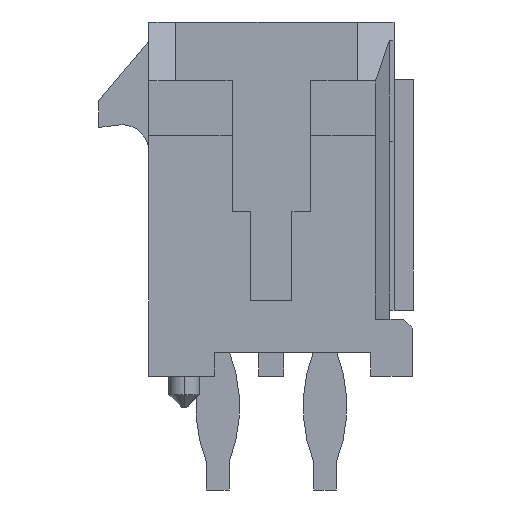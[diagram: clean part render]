
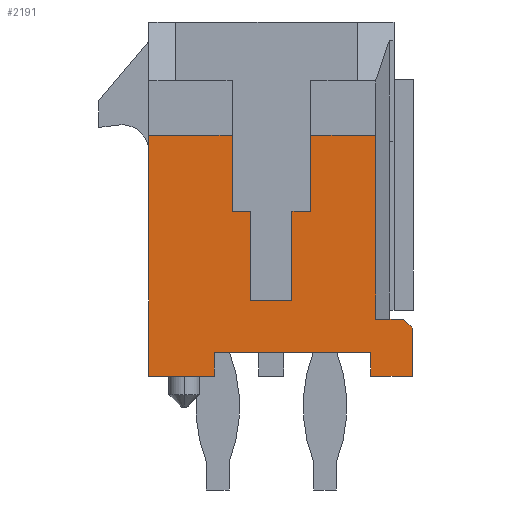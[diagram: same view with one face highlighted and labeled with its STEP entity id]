
A CAD part, left-side view. The second image highlights one B-rep face of the part: STEP entity #2191.
In plain terms, the highlighted planar face has unit normal (-1, 0, 0).
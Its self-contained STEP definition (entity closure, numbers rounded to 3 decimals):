
#17=DIRECTION('',(0.,-1.,0.));
#18=VECTOR('',#17,1.83);
#19=CARTESIAN_POINT('',(-3.575,3.43,-4.955));
#20=LINE('',#19,#18);
#49=DIRECTION('',(0.,-1.,0.));
#50=VECTOR('',#49,1.16);
#51=CARTESIAN_POINT('',(-3.575,-2.78,-4.955));
#52=LINE('',#51,#50);
#81=DIRECTION('',(0.,0.,1.));
#82=VECTOR('',#81,6.74);
#83=CARTESIAN_POINT('',(-3.575,3.43,-4.955));
#84=LINE('',#83,#82);
#85=DIRECTION('',(0.,1.,0.));
#86=VECTOR('',#85,2.33);
#87=CARTESIAN_POINT('',(-3.575,1.1,1.785));
#88=LINE('',#87,#86);
#89=DIRECTION('',(0.,0.,1.));
#90=VECTOR('',#89,2.13);
#91=CARTESIAN_POINT('',(-3.575,1.1,-0.345));
#92=LINE('',#91,#90);
#93=DIRECTION('',(0.,1.,0.));
#94=VECTOR('',#93,0.525);
#95=CARTESIAN_POINT('',(-3.575,0.575,-0.345));
#96=LINE('',#95,#94);
#97=DIRECTION('',(0.,0.,1.));
#98=VECTOR('',#97,2.5);
#99=CARTESIAN_POINT('',(-3.575,0.575,-2.845));
#100=LINE('',#99,#98);
#101=DIRECTION('',(0.,1.,0.));
#102=VECTOR('',#101,1.15);
#103=CARTESIAN_POINT('',(-3.575,-0.575,-2.845));
#104=LINE('',#103,#102);
#105=DIRECTION('',(0.,0.,-1.));
#106=VECTOR('',#105,2.5);
#107=CARTESIAN_POINT('',(-3.575,-0.575,-0.345));
#108=LINE('',#107,#106);
#109=DIRECTION('',(0.,1.,0.));
#110=VECTOR('',#109,0.525);
#111=CARTESIAN_POINT('',(-3.575,-1.1,-0.345));
#112=LINE('',#111,#110);
#113=DIRECTION('',(0.,0.,-1.));
#114=VECTOR('',#113,2.13);
#115=CARTESIAN_POINT('',(-3.575,-1.1,1.785));
#116=LINE('',#115,#114);
#117=DIRECTION('',(0.,1.,0.));
#118=VECTOR('',#117,1.816);
#119=CARTESIAN_POINT('',(-3.575,-2.916,1.785));
#120=LINE('',#119,#118);
#121=DIRECTION('',(0.,0.,1.));
#122=VECTOR('',#121,5.14);
#123=CARTESIAN_POINT('',(-3.575,-2.916,-3.355));
#124=LINE('',#123,#122);
#125=DIRECTION('',(0.,-1.,0.));
#126=VECTOR('',#125,0.774);
#127=CARTESIAN_POINT('',(-3.575,-2.916,-3.355));
#128=LINE('',#127,#126);
#129=DIRECTION('',(0.,0.707,0.707));
#130=VECTOR('',#129,0.354);
#131=CARTESIAN_POINT('',(-3.575,-3.94,-3.605));
#132=LINE('',#131,#130);
#133=DIRECTION('',(0.,0.,1.));
#134=VECTOR('',#133,0.67);
#135=CARTESIAN_POINT('',(-3.575,-2.78,-4.955));
#136=LINE('',#135,#134);
#137=DIRECTION('',(0.,-1.,0.));
#138=VECTOR('',#137,4.38);
#139=CARTESIAN_POINT('',(-3.575,1.6,-4.285));
#140=LINE('',#139,#138);
#141=DIRECTION('',(0.,0.,1.));
#142=VECTOR('',#141,0.67);
#143=CARTESIAN_POINT('',(-3.575,1.6,-4.955));
#144=LINE('',#143,#142);
#615=DIRECTION('',(0.,0.,-1.));
#616=VECTOR('',#615,1.35);
#617=CARTESIAN_POINT('',(-3.575,-3.94,-3.605));
#618=LINE('',#617,#616);
#1569=CARTESIAN_POINT('',(-3.575,-3.94,-4.955));
#1571=VERTEX_POINT('',#1569);
#1749=CARTESIAN_POINT('',(-3.575,3.43,-4.955));
#1750=VERTEX_POINT('',#1749);
#1753=CARTESIAN_POINT('',(-3.575,1.6,-4.285));
#1754=CARTESIAN_POINT('',(-3.575,-2.78,-4.285));
#1755=VERTEX_POINT('',#1753);
#1756=VERTEX_POINT('',#1754);
#1757=CARTESIAN_POINT('',(-3.575,-2.78,-4.955));
#1758=VERTEX_POINT('',#1757);
#1759=CARTESIAN_POINT('',(-3.575,1.6,-4.955));
#1760=VERTEX_POINT('',#1759);
#1819=CARTESIAN_POINT('',(-3.575,-3.94,-3.605));
#1820=CARTESIAN_POINT('',(-3.575,-3.69,-3.355));
#1821=VERTEX_POINT('',#1819);
#1822=VERTEX_POINT('',#1820);
#1923=CARTESIAN_POINT('',(-3.575,-2.916,1.785));
#1924=CARTESIAN_POINT('',(-3.575,-1.1,1.785));
#1925=VERTEX_POINT('',#1923);
#1926=VERTEX_POINT('',#1924);
#1927=CARTESIAN_POINT('',(-3.575,-1.1,-0.345));
#1928=VERTEX_POINT('',#1927);
#1929=CARTESIAN_POINT('',(-3.575,-0.575,-0.345));
#1930=VERTEX_POINT('',#1929);
#1931=CARTESIAN_POINT('',(-3.575,-0.575,-2.845));
#1932=VERTEX_POINT('',#1931);
#1933=CARTESIAN_POINT('',(-3.575,0.575,-2.845));
#1934=VERTEX_POINT('',#1933);
#1935=CARTESIAN_POINT('',(-3.575,0.575,-0.345));
#1936=VERTEX_POINT('',#1935);
#1937=CARTESIAN_POINT('',(-3.575,1.1,-0.345));
#1938=VERTEX_POINT('',#1937);
#1939=CARTESIAN_POINT('',(-3.575,1.1,1.785));
#1940=VERTEX_POINT('',#1939);
#1941=CARTESIAN_POINT('',(-3.575,3.43,1.785));
#1942=VERTEX_POINT('',#1941);
#1953=CARTESIAN_POINT('',(-3.575,-2.916,-3.355));
#1954=VERTEX_POINT('',#1953);
#2149=CARTESIAN_POINT('',(-3.575,3.43,-3.355));
#2150=DIRECTION('',(-1.,0.,0.));
#2151=DIRECTION('',(0.,0.,-1.));
#2152=AXIS2_PLACEMENT_3D('',#2149,#2150,#2151);
#2153=PLANE('',#2152);
#2155=ORIENTED_EDGE('',*,*,#2154,.T.);
#2157=ORIENTED_EDGE('',*,*,#2156,.F.);
#2159=ORIENTED_EDGE('',*,*,#2158,.F.);
#2161=ORIENTED_EDGE('',*,*,#2160,.F.);
#2163=ORIENTED_EDGE('',*,*,#2162,.F.);
#2165=ORIENTED_EDGE('',*,*,#2164,.F.);
#2167=ORIENTED_EDGE('',*,*,#2166,.F.);
#2169=ORIENTED_EDGE('',*,*,#2168,.F.);
#2171=ORIENTED_EDGE('',*,*,#2170,.F.);
#2173=ORIENTED_EDGE('',*,*,#2172,.F.);
#2175=ORIENTED_EDGE('',*,*,#2174,.F.);
#2177=ORIENTED_EDGE('',*,*,#2176,.T.);
#2179=ORIENTED_EDGE('',*,*,#2178,.F.);
#2181=ORIENTED_EDGE('',*,*,#2180,.T.);
#2182=ORIENTED_EDGE('',*,*,#2052,.F.);
#2184=ORIENTED_EDGE('',*,*,#2183,.T.);
#2186=ORIENTED_EDGE('',*,*,#2185,.F.);
#2187=ORIENTED_EDGE('',*,*,#2127,.F.);
#2188=ORIENTED_EDGE('',*,*,#2022,.F.);
#2189=EDGE_LOOP('',(#2155,#2157,#2159,#2161,#2163,#2165,#2167,#2169,#2171,#2173,
#2175,#2177,#2179,#2181,#2182,#2184,#2186,#2187,#2188));
#2190=FACE_OUTER_BOUND('',#2189,.F.);
#2191=ADVANCED_FACE('',(#2190),#2153,.T.);
#2022=EDGE_CURVE('',#1750,#1760,#20,.T.);
#2052=EDGE_CURVE('',#1758,#1571,#52,.T.);
#2127=EDGE_CURVE('',#1760,#1755,#144,.T.);
#2154=EDGE_CURVE('',#1750,#1942,#84,.T.);
#2156=EDGE_CURVE('',#1940,#1942,#88,.T.);
#2158=EDGE_CURVE('',#1938,#1940,#92,.T.);
#2160=EDGE_CURVE('',#1936,#1938,#96,.T.);
#2162=EDGE_CURVE('',#1934,#1936,#100,.T.);
#2164=EDGE_CURVE('',#1932,#1934,#104,.T.);
#2166=EDGE_CURVE('',#1930,#1932,#108,.T.);
#2168=EDGE_CURVE('',#1928,#1930,#112,.T.);
#2170=EDGE_CURVE('',#1926,#1928,#116,.T.);
#2172=EDGE_CURVE('',#1925,#1926,#120,.T.);
#2174=EDGE_CURVE('',#1954,#1925,#124,.T.);
#2176=EDGE_CURVE('',#1954,#1822,#128,.T.);
#2178=EDGE_CURVE('',#1821,#1822,#132,.T.);
#2180=EDGE_CURVE('',#1821,#1571,#618,.T.);
#2183=EDGE_CURVE('',#1758,#1756,#136,.T.);
#2185=EDGE_CURVE('',#1755,#1756,#140,.T.);
